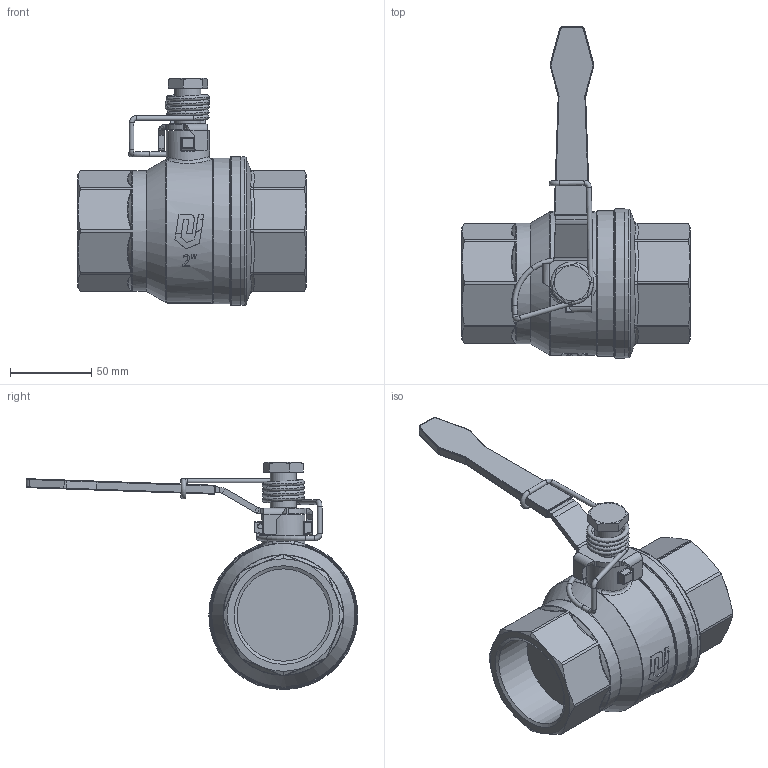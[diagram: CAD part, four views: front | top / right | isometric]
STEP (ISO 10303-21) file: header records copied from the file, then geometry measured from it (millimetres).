
FILE_DESCRIPTION(('HOOPS Exchange Step'),'2;1');
FILE_NAME('GK13_DN50.stp','2025-12-10T14:15:02+01:00',('nieru'),('Unknown organisation'),'HOOPS Exchange 2024.2','HOOPS Exchange','Unknown authorisation');
FILE_SCHEMA( ('AP203_CONFIGURATION_CONTROLLED_3D_DESIGN_OF_MECHANICAL_PARTS_AND_ASSEMBLIES_MIM_LF') );
Length unit declared in the file: millimetre
Products named in the file (2): 0; root
Assembly tree (1 placements, depth 2):
  root
    0
Bounding box: 140 x 203.65 x 139.45 mm (x, y, z)
Volume: 590625.2 mm3; surface area: 73143.8 mm2
Topology: 1 solids, 1 shells, 632 faces, 1714 edges, 1100 vertices
Faces by surface type: bspline 192, plane 176, cylinder 156, torus 54, cone 37, sphere 17
Full cylindrical faces by diameter (mm): 3 x5, 13.98 x1, 14 x1, 16 x1, 26.5 x1, 56.656 x1, 56.66 x1, 74 x1, 89.5 x1, 91 x1, 91.5 x1
Entity records: 30880 total; most frequent: CARTESIAN_POINT 16791, ORIENTED_EDGE 3404, DIRECTION 2131, EDGE_CURVE 1702, VERTEX_POINT 1100, AXIS2_PLACEMENT_3D 836, B_SPLINE_CURVE_WITH_KNOTS 761, EDGE_LOOP 670
